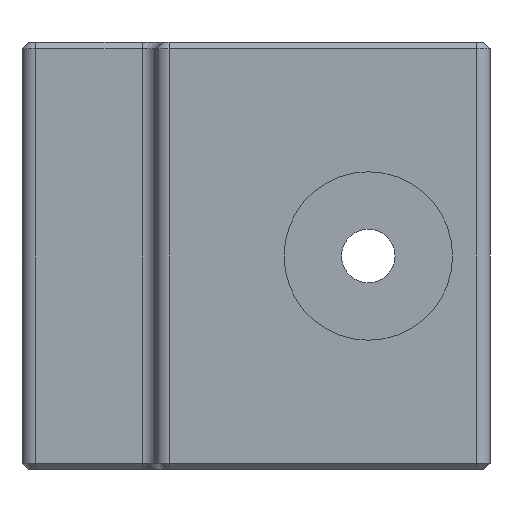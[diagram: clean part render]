
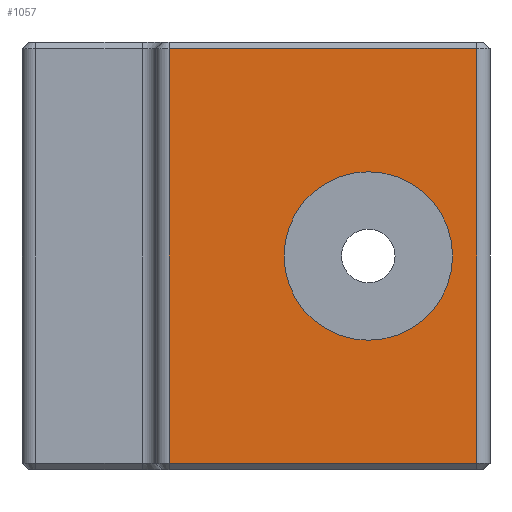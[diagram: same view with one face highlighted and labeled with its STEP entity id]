
A CAD part, front view. The second image highlights one B-rep face of the part: STEP entity #1057.
In plain terms, the highlighted planar face has unit normal (0, -1, 0).
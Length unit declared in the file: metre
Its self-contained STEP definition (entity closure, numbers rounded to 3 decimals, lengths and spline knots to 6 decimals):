
#65=CIRCLE('',#1158,0.00315);
#154=ORIENTED_EDGE('',*,*,#457,.F.);
#155=ORIENTED_EDGE('',*,*,#458,.T.);
#156=ORIENTED_EDGE('',*,*,#459,.T.);
#157=ORIENTED_EDGE('',*,*,#460,.T.);
#158=ORIENTED_EDGE('',*,*,#461,.T.);
#457=EDGE_CURVE('',#607,#607,#65,.T.);
#458=EDGE_CURVE('',#608,#609,#685,.T.);
#459=EDGE_CURVE('',#609,#610,#686,.T.);
#460=EDGE_CURVE('',#610,#611,#687,.F.);
#461=EDGE_CURVE('',#611,#608,#688,.T.);
#607=VERTEX_POINT('',#1701);
#608=VERTEX_POINT('',#1703);
#609=VERTEX_POINT('',#1704);
#610=VERTEX_POINT('',#1706);
#611=VERTEX_POINT('',#1708);
#685=LINE('',#1702,#789);
#686=LINE('',#1705,#790);
#687=LINE('',#1707,#791);
#688=LINE('',#1709,#792);
#789=VECTOR('',#1342,1.);
#790=VECTOR('',#1343,1.);
#791=VECTOR('',#1344,1.);
#792=VECTOR('',#1345,1.);
#872=EDGE_LOOP('',(#154));
#873=EDGE_LOOP('',(#155,#156,#157,#158));
#950=FACE_BOUND('',#872,.T.);
#951=FACE_BOUND('',#873,.T.);
#1022=PLANE('',#1157);
#1057=ADVANCED_FACE('',(#950,#951),#1022,.T.);
#1157=AXIS2_PLACEMENT_3D('',#1699,#1338,#1339);
#1158=AXIS2_PLACEMENT_3D('',#1700,#1340,#1341);
#1338=DIRECTION('',(0.,-1.,0.));
#1339=DIRECTION('',(0.,0.,-1.));
#1340=DIRECTION('',(0.,-1.,0.));
#1341=DIRECTION('',(0.,0.,-1.));
#1342=DIRECTION('',(0.,0.,1.));
#1343=DIRECTION('',(-1.,0.,0.));
#1344=DIRECTION('',(0.,0.,1.));
#1345=DIRECTION('',(1.,0.,0.));
#1699=CARTESIAN_POINT('',(0.012502,0.,0.008));
#1700=CARTESIAN_POINT('',(0.00795,0.,0.008));
#1701=CARTESIAN_POINT('',(0.00795,0.,0.00485));
#1702=CARTESIAN_POINT('',(0.012,0.,0.008));
#1703=CARTESIAN_POINT('',(0.012,0.,0.00025));
#1704=CARTESIAN_POINT('',(0.012,0.,0.01575));
#1705=CARTESIAN_POINT('',(0.0005,0.,0.01575));
#1706=CARTESIAN_POINT('',(0.0005,0.,0.01575));
#1707=CARTESIAN_POINT('',(0.0005,0.,0.008));
#1708=CARTESIAN_POINT('',(0.0005,0.,0.00025));
#1709=CARTESIAN_POINT('',(0.012502,0.,0.00025));
